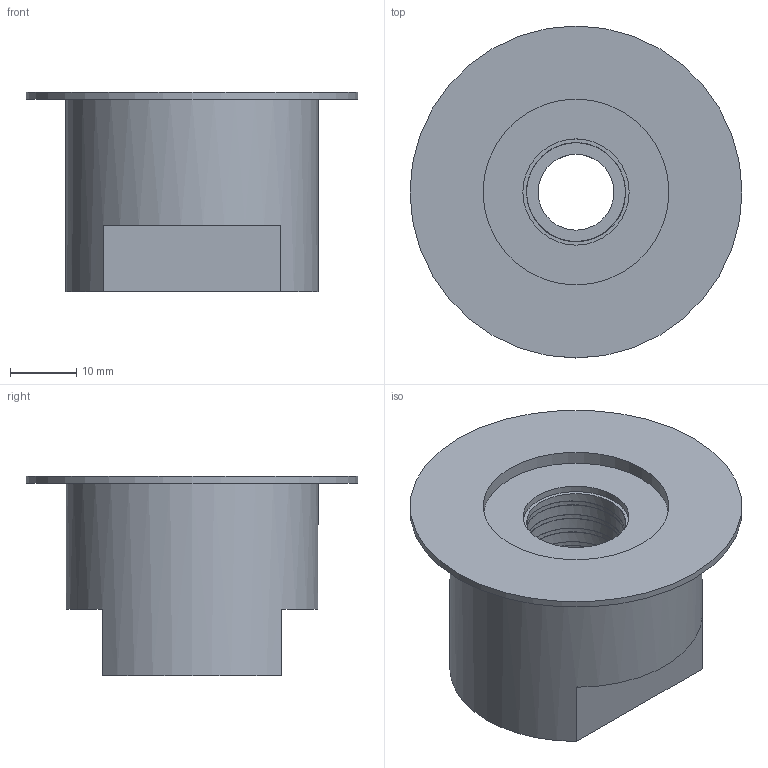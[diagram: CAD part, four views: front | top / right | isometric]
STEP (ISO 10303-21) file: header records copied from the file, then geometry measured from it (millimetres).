
FILE_DESCRIPTION(/* description */ ('Unknown','CAx-IF Rec.Pracs.---Representation and Presentation of Product Manufacturing Information (PMI)---4.0---2014-10-13','CAx-IF Rec.Pracs.---3D Tessellated Geometry---0.4---2014-09-14','2;1'),/* implementation_level */ '2;1');
FILE_NAME(/* name */ '503904_S01675_R0_Adapterpilz_G1-4',/* time_stamp */ '2022-04-14T11:54:47+02:00',/* author */ ('Unknown'),/* organization */ ('Unknown'),/* preprocessor_version */ 'ST-DEVELOPER v16.7',/* originating_system */ 'Solid Edge',/* authorisation */ 'Unknown');
FILE_SCHEMA (('AP242_MANAGED_MODEL_BASED_3D_ENGINEERING_MIM_LF { 1 0 10303 442 1 1 4 }'));
Length unit declared in the file: millimetre
Products named in the file (1): 503904_S01675_R0_Adapterpilz_G1-4
Bounding box: 50 x 50 x 30 mm (x, y, z)
Volume: 27633.6 mm3; surface area: 8626.7 mm2
Topology: 1 solids, 1 shells, 24 faces, 52 edges, 34 vertices
Faces by surface type: plane 10, cylinder 9, torus 2, bspline 2, cone 1
Full cylindrical faces by diameter (mm): 11.445 x1, 14.9 x1, 15.2 x1, 16 x1, 28 x1, 38 x1, 50 x1
Entity records: 2107 total; most frequent: CARTESIAN_POINT 1464, DIRECTION 98, ORIENTED_EDGE 76, AXIS2_PLACEMENT_3D 45, EDGE_LOOP 40, FACE_BOUND 40, EDGE_CURVE 38, VERTEX_POINT 30
